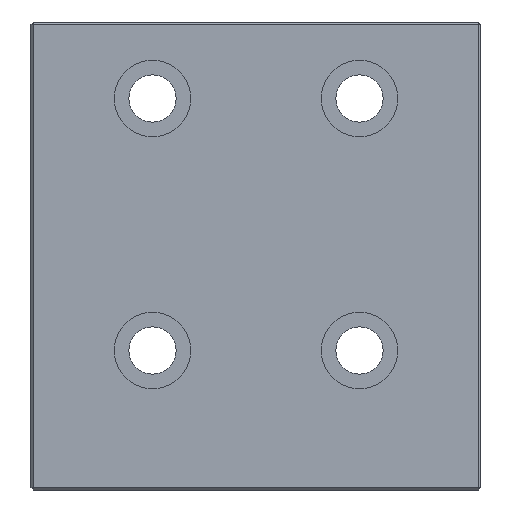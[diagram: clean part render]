
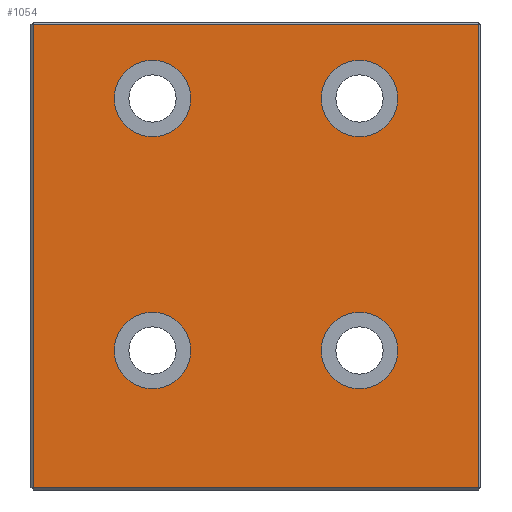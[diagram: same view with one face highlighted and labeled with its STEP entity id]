
A CAD part, front view. The second image highlights one B-rep face of the part: STEP entity #1054.
In plain terms, the highlighted planar face has unit normal (0, -1, 0).
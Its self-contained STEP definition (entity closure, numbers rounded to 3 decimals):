
#25=FACE_BOUND('',#149,.T.);
#26=FACE_BOUND('',#150,.T.);
#27=FACE_BOUND('',#151,.T.);
#28=FACE_BOUND('',#152,.T.);
#37=CIRCLE('',#1135,8.5);
#38=CIRCLE('',#1136,8.5);
#39=CIRCLE('',#1137,8.5);
#40=CIRCLE('',#1138,8.5);
#41=CIRCLE('',#1139,8.5);
#42=CIRCLE('',#1140,8.5);
#43=CIRCLE('',#1141,8.5);
#44=CIRCLE('',#1142,8.5);
#88=FACE_OUTER_BOUND('',#148,.T.);
#148=EDGE_LOOP('',(#825,#826,#827,#828));
#149=EDGE_LOOP('',(#829,#830));
#150=EDGE_LOOP('',(#831,#832));
#151=EDGE_LOOP('',(#833,#834));
#152=EDGE_LOOP('',(#835,#836));
#245=LINE('',#1594,#369);
#256=LINE('',#1616,#380);
#258=LINE('',#1619,#382);
#260=LINE('',#1622,#384);
#369=VECTOR('',#1279,10.);
#380=VECTOR('',#1298,10.);
#382=VECTOR('',#1302,10.);
#384=VECTOR('',#1306,10.);
#474=VERTEX_POINT('',#1575);
#475=VERTEX_POINT('',#1582);
#477=VERTEX_POINT('',#1590);
#479=VERTEX_POINT('',#1598);
#497=VERTEX_POINT('',#1661);
#498=VERTEX_POINT('',#1662);
#499=VERTEX_POINT('',#1665);
#500=VERTEX_POINT('',#1666);
#501=VERTEX_POINT('',#1669);
#502=VERTEX_POINT('',#1670);
#503=VERTEX_POINT('',#1673);
#504=VERTEX_POINT('',#1674);
#589=EDGE_CURVE('',#474,#477,#245,.T.);
#600=EDGE_CURVE('',#477,#479,#256,.T.);
#602=EDGE_CURVE('',#479,#475,#258,.T.);
#604=EDGE_CURVE('',#475,#474,#260,.T.);
#624=EDGE_CURVE('',#497,#498,#37,.T.);
#625=EDGE_CURVE('',#498,#497,#38,.T.);
#626=EDGE_CURVE('',#499,#500,#39,.T.);
#627=EDGE_CURVE('',#500,#499,#40,.T.);
#628=EDGE_CURVE('',#501,#502,#41,.T.);
#629=EDGE_CURVE('',#502,#501,#42,.T.);
#630=EDGE_CURVE('',#503,#504,#43,.T.);
#631=EDGE_CURVE('',#504,#503,#44,.T.);
#825=ORIENTED_EDGE('',*,*,#589,.F.);
#826=ORIENTED_EDGE('',*,*,#604,.F.);
#827=ORIENTED_EDGE('',*,*,#602,.F.);
#828=ORIENTED_EDGE('',*,*,#600,.F.);
#829=ORIENTED_EDGE('',*,*,#624,.T.);
#830=ORIENTED_EDGE('',*,*,#625,.T.);
#831=ORIENTED_EDGE('',*,*,#626,.T.);
#832=ORIENTED_EDGE('',*,*,#627,.T.);
#833=ORIENTED_EDGE('',*,*,#628,.T.);
#834=ORIENTED_EDGE('',*,*,#629,.T.);
#835=ORIENTED_EDGE('',*,*,#630,.T.);
#836=ORIENTED_EDGE('',*,*,#631,.T.);
#1004=PLANE('',#1134);
#1054=ADVANCED_FACE('',(#88,#25,#26,#27,#28),#1004,.T.);
#1134=AXIS2_PLACEMENT_3D('',#1660,#1340,#1341);
#1135=AXIS2_PLACEMENT_3D('',#1663,#1342,#1343);
#1136=AXIS2_PLACEMENT_3D('',#1664,#1344,#1345);
#1137=AXIS2_PLACEMENT_3D('',#1667,#1346,#1347);
#1138=AXIS2_PLACEMENT_3D('',#1668,#1348,#1349);
#1139=AXIS2_PLACEMENT_3D('',#1671,#1350,#1351);
#1140=AXIS2_PLACEMENT_3D('',#1672,#1352,#1353);
#1141=AXIS2_PLACEMENT_3D('',#1675,#1354,#1355);
#1142=AXIS2_PLACEMENT_3D('',#1676,#1356,#1357);
#1279=DIRECTION('',(-1.,0.,0.));
#1298=DIRECTION('',(0.,0.,1.));
#1302=DIRECTION('',(1.,0.,0.));
#1306=DIRECTION('',(0.,0.,-1.));
#1340=DIRECTION('center_axis',(0.,-1.,0.));
#1341=DIRECTION('ref_axis',(0.,0.,-1.));
#1342=DIRECTION('center_axis',(0.,1.,0.));
#1343=DIRECTION('ref_axis',(1.,0.,0.));
#1344=DIRECTION('center_axis',(0.,1.,0.));
#1345=DIRECTION('ref_axis',(1.,0.,0.));
#1346=DIRECTION('center_axis',(0.,1.,0.));
#1347=DIRECTION('ref_axis',(1.,0.,0.));
#1348=DIRECTION('center_axis',(0.,1.,0.));
#1349=DIRECTION('ref_axis',(1.,0.,0.));
#1350=DIRECTION('center_axis',(0.,1.,0.));
#1351=DIRECTION('ref_axis',(1.,0.,0.));
#1352=DIRECTION('center_axis',(0.,1.,0.));
#1353=DIRECTION('ref_axis',(1.,0.,0.));
#1354=DIRECTION('center_axis',(0.,1.,0.));
#1355=DIRECTION('ref_axis',(1.,0.,0.));
#1356=DIRECTION('center_axis',(0.,1.,0.));
#1357=DIRECTION('ref_axis',(1.,0.,0.));
#1575=CARTESIAN_POINT('',(49.5,-26.75,-51.5));
#1582=CARTESIAN_POINT('',(49.5,-26.75,51.5));
#1590=CARTESIAN_POINT('',(-49.5,-26.75,-51.5));
#1594=CARTESIAN_POINT('',(25.,-26.75,-51.5));
#1598=CARTESIAN_POINT('',(-49.5,-26.75,51.5));
#1616=CARTESIAN_POINT('',(-49.5,-26.75,-26.));
#1619=CARTESIAN_POINT('',(-25.,-26.75,51.5));
#1622=CARTESIAN_POINT('',(49.5,-26.75,26.));
#1660=CARTESIAN_POINT('Origin',(0.,-26.75,0.));
#1661=CARTESIAN_POINT('',(-14.5,-26.75,-21.));
#1662=CARTESIAN_POINT('',(-31.5,-26.75,-21.));
#1663=CARTESIAN_POINT('Origin',(-23.,-26.75,-21.));
#1664=CARTESIAN_POINT('Origin',(-23.,-26.75,-21.));
#1665=CARTESIAN_POINT('',(31.5,-26.75,35.));
#1666=CARTESIAN_POINT('',(14.5,-26.75,35.));
#1667=CARTESIAN_POINT('Origin',(23.,-26.75,35.));
#1668=CARTESIAN_POINT('Origin',(23.,-26.75,35.));
#1669=CARTESIAN_POINT('',(-14.5,-26.75,35.));
#1670=CARTESIAN_POINT('',(-31.5,-26.75,35.));
#1671=CARTESIAN_POINT('Origin',(-23.,-26.75,35.));
#1672=CARTESIAN_POINT('Origin',(-23.,-26.75,35.));
#1673=CARTESIAN_POINT('',(31.5,-26.75,-21.));
#1674=CARTESIAN_POINT('',(14.5,-26.75,-21.));
#1675=CARTESIAN_POINT('Origin',(23.,-26.75,-21.));
#1676=CARTESIAN_POINT('Origin',(23.,-26.75,-21.));
